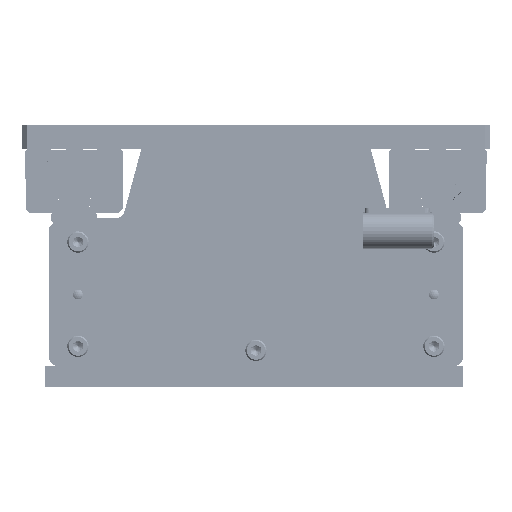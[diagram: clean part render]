
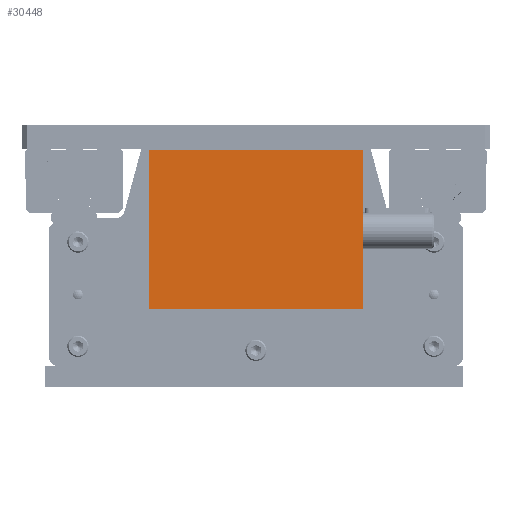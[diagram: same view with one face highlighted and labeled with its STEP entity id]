
A CAD part, front view. The second image highlights one B-rep face of the part: STEP entity #30448.
In plain terms, the highlighted planar face has unit normal (0, -1, 0).
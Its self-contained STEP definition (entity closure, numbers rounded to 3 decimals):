
#30354=CARTESIAN_POINT('',(-191.25,-1125.0,34.5));
#30355=VERTEX_POINT('',#30354);
#30370=CARTESIAN_POINT('',(-61.25,-1125.0,34.5));
#30371=VERTEX_POINT('',#30370);
#30378=CARTESIAN_POINT('',(-61.25,-1125.0,34.5));
#30379=DIRECTION('',(-1.0,0.0,0.0));
#30380=VECTOR('',#30379,130.0);
#30381=LINE('',#30378,#30380);
#30382=EDGE_CURVE('',#30371,#30355,#30381,.T.);
#30394=CARTESIAN_POINT('',(-191.25,-1125.0,131.5));
#30395=VERTEX_POINT('',#30394);
#30402=CARTESIAN_POINT('',(-61.25,-1125.0,131.5));
#30403=VERTEX_POINT('',#30402);
#30404=CARTESIAN_POINT('',(-61.25,-1125.0,131.5));
#30405=DIRECTION('',(-1.0,0.0,0.0));
#30406=VECTOR('',#30405,130.0);
#30407=LINE('',#30404,#30406);
#30408=EDGE_CURVE('',#30403,#30395,#30407,.T.);
#30427=CARTESIAN_POINT('',(-61.25,-1125.0,34.5));
#30428=DIRECTION('',(0.0,1.0,0.0));
#30429=DIRECTION('',(-1.0,0.0,0.0));
#30430=AXIS2_PLACEMENT_3D('',#30427,#30428,#30429);
#30431=PLANE('',#30430);
#30432=CARTESIAN_POINT('',(-191.25,-1125.0,131.5));
#30433=DIRECTION('',(0.0,0.0,-1.0));
#30434=VECTOR('',#30433,97.0);
#30435=LINE('',#30432,#30434);
#30436=EDGE_CURVE('',#30395,#30355,#30435,.T.);
#30437=ORIENTED_EDGE('',*,*,#30436,.T.);
#30438=ORIENTED_EDGE('',*,*,#30382,.F.);
#30439=CARTESIAN_POINT('',(-61.25,-1125.0,131.5));
#30440=DIRECTION('',(0.0,0.0,-1.0));
#30441=VECTOR('',#30440,97.0);
#30442=LINE('',#30439,#30441);
#30443=EDGE_CURVE('',#30403,#30371,#30442,.T.);
#30444=ORIENTED_EDGE('',*,*,#30443,.F.);
#30445=ORIENTED_EDGE('',*,*,#30408,.T.);
#30446=EDGE_LOOP('',(#30437,#30438,#30444,#30445));
#30447=FACE_OUTER_BOUND('',#30446,.T.);
#30448=ADVANCED_FACE('',(#30447),#30431,.F.);
